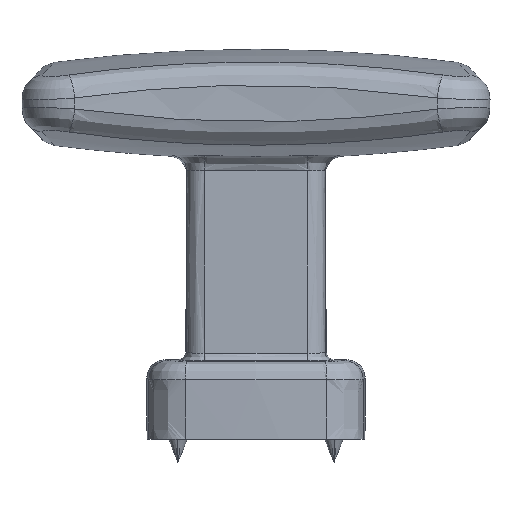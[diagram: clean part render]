
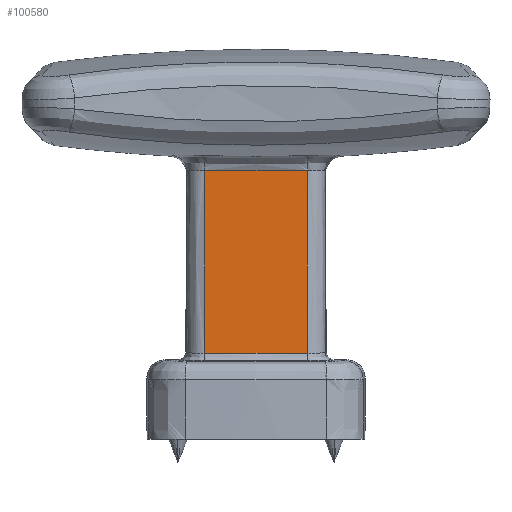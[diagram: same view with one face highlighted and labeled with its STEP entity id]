
A CAD part, top view. The second image highlights one B-rep face of the part: STEP entity #100580.
In plain terms, the highlighted cylindrical face has radius 73.677 mm (diameter 147.355 mm), a partial arc.
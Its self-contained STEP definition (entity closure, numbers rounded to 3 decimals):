
#99950=CARTESIAN_POINT('',(203.636,5.091,
-76.809));
#99960=DIRECTION('',(0.,-1.,0.));
#99970=DIRECTION('',(1.,0.,0.));
#99980=AXIS2_PLACEMENT_3D('',#99950,#99960,#99970);
#99990=CYLINDRICAL_SURFACE('',#99980,73.677);
#100000=CARTESIAN_POINT('',(206.922,17.201,
-3.205));
#100010=CARTESIAN_POINT('',(206.877,17.2,
-3.203));
#100020=CARTESIAN_POINT('',(206.831,17.198,
-3.201));
#100030=CARTESIAN_POINT('',(206.593,17.191,
-3.191));
#100040=CARTESIAN_POINT('',(206.401,17.186,
-3.183));
#100050=CARTESIAN_POINT('',(205.352,17.161,
-3.147));
#100060=CARTESIAN_POINT('',(204.494,17.15,
-3.132));
#100070=CARTESIAN_POINT('',(202.779,17.15,
-3.132));
#100080=CARTESIAN_POINT('',(201.921,17.161,
-3.147));
#100090=CARTESIAN_POINT('',(200.872,17.186,
-3.183));
#100100=CARTESIAN_POINT('',(200.679,17.191,
-3.191));
#100110=CARTESIAN_POINT('',(200.442,17.198,
-3.201));
#100120=CARTESIAN_POINT('',(200.396,17.2,
-3.203));
#100130=CARTESIAN_POINT('',(200.35,17.201,
-3.205));
#100140=B_SPLINE_CURVE_WITH_KNOTS('',3,(#100000,#100010,#100020,#100030,
#100040,#100050,#100060,#100070,#100080,#100090,#100100,#100110,#100120,
#100130),.UNSPECIFIED.,.F.,.F.,(4,2,2,2,2,2,4),(0.,0.138,
0.716,3.293,5.871,6.449,
6.587),.UNSPECIFIED.);
#100150=CARTESIAN_POINT('',(206.922,17.201,
-3.205));
#100160=VERTEX_POINT('',#100150);
#100170=CARTESIAN_POINT('',(200.35,17.201,
-3.205));
#100180=VERTEX_POINT('',#100170);
#100190=EDGE_CURVE('',#100160,#100180,#100140,.T.);
#100200=ORIENTED_EDGE('',*,*,#100190,.T.);
#100210=CARTESIAN_POINT('',(206.922,3.824,
-3.205));
#100220=CARTESIAN_POINT('',(206.922,6.418,
-3.205));
#100230=CARTESIAN_POINT('',(206.922,9.013,
-3.205));
#100240=CARTESIAN_POINT('',(206.922,14.189,
-3.205));
#100250=CARTESIAN_POINT('',(206.922,16.771,
-3.205));
#100260=CARTESIAN_POINT('',(206.922,19.352,
-3.205));
#100270=B_SPLINE_CURVE_WITH_KNOTS('',3,(#100210,#100220,#100230,#100240,
#100250,#100260),.UNSPECIFIED.,.F.,.F.,(4,2,4),(18.755,
26.539,34.283),.UNSPECIFIED.);
#100280=CARTESIAN_POINT('',(206.922,5.515,
-3.205));
#100290=VERTEX_POINT('',#100280);
#100300=EDGE_CURVE('',#100290,#100160,#100270,.T.);
#100310=ORIENTED_EDGE('',*,*,#100300,.T.);
#100320=CARTESIAN_POINT('',(200.35,5.515,
-3.205));
#100330=CARTESIAN_POINT('',(200.374,5.515,
-3.204));
#100340=CARTESIAN_POINT('',(200.397,5.515,
-3.203));
#100350=CARTESIAN_POINT('',(201.491,5.514,
-3.155));
#100360=CARTESIAN_POINT('',(202.564,5.514,
-3.132));
#100370=CARTESIAN_POINT('',(204.709,5.514,
-3.132));
#100380=CARTESIAN_POINT('',(205.781,5.514,
-3.155));
#100390=CARTESIAN_POINT('',(206.876,5.515,
-3.203));
#100400=CARTESIAN_POINT('',(206.899,5.515,
-3.204));
#100410=CARTESIAN_POINT('',(206.922,5.515,
-3.205));
#100420=B_SPLINE_CURVE_WITH_KNOTS('',3,(#100320,#100330,#100340,#100350,
#100360,#100370,#100380,#100390,#100400,#100410),.UNSPECIFIED.,.F.,.F.,(
4,2,2,2,4),(0.,0.07,3.298,6.526,
6.596),.UNSPECIFIED.);
#100430=CARTESIAN_POINT('',(200.35,5.515,
-3.205));
#100440=VERTEX_POINT('',#100430);
#100450=EDGE_CURVE('',#100440,#100290,#100420,.T.);
#100460=ORIENTED_EDGE('',*,*,#100450,.T.);
#100470=CARTESIAN_POINT('',(200.35,19.352,
-3.205));
#100480=CARTESIAN_POINT('',(200.35,16.771,
-3.205));
#100490=CARTESIAN_POINT('',(200.35,14.189,
-3.205));
#100500=CARTESIAN_POINT('',(200.35,9.013,
-3.205));
#100510=CARTESIAN_POINT('',(200.35,6.418,
-3.205));
#100520=CARTESIAN_POINT('',(200.35,3.824,
-3.205));
#100530=B_SPLINE_CURVE_WITH_KNOTS('',3,(#100470,#100480,#100490,#100500,
#100510,#100520),.UNSPECIFIED.,.F.,.F.,(4,2,4),(18.795,
26.539,34.324),.UNSPECIFIED.);
#100540=EDGE_CURVE('',#100180,#100440,#100530,.T.);
#100550=ORIENTED_EDGE('',*,*,#100540,.T.);
#100560=EDGE_LOOP('',(#100550,#100460,#100310,#100200));
#100570=FACE_OUTER_BOUND('',#100560,.T.);
#100580=ADVANCED_FACE('',(#100570),#99990,.T.);
